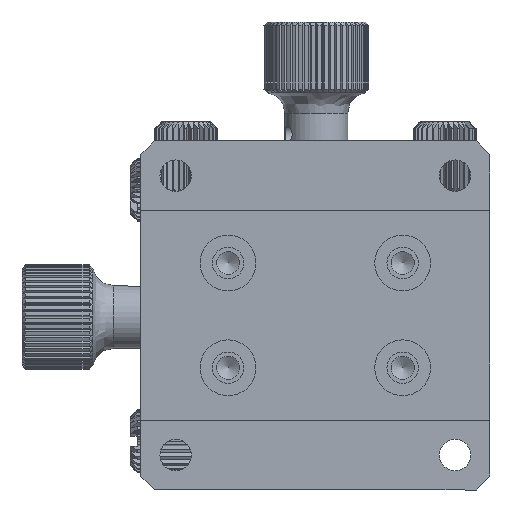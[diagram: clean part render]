
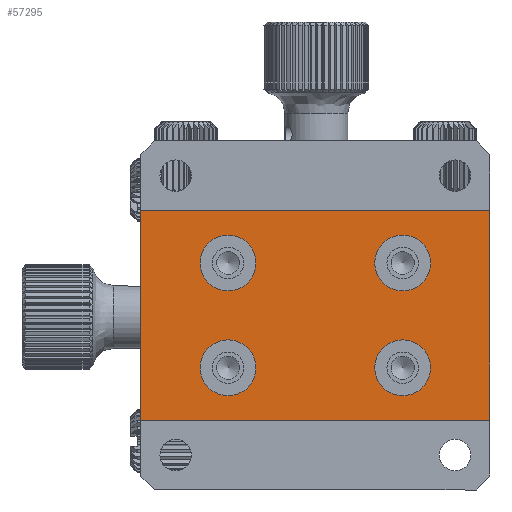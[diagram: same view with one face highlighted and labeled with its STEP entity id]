
A CAD part, front view. The second image highlights one B-rep face of the part: STEP entity #57295.
In plain terms, the highlighted planar face has unit normal (0, -1, 0).
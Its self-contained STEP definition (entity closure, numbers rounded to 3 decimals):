
#364 = CARTESIAN_POINT ( 'NONE',  ( 12.5, 0.5, -92.122 ) ) ;
#7378 = AXIS2_PLACEMENT_3D ( 'NONE', #225318, #148886, #186485 ) ;
#9983 = EDGE_LOOP ( 'NONE', ( #12298 ) ) ;
#12298 = ORIENTED_EDGE ( 'NONE', *, *, #233027, .F. ) ;
#14887 = CARTESIAN_POINT ( 'NONE',  ( 12.5, 0.5, -111.122 ) ) ;
#15582 = VECTOR ( 'NONE', #90642, 1000. ) ;
#16028 = DIRECTION ( 'NONE',  ( 0., -1., 0. ) ) ;
#16422 = CARTESIAN_POINT ( 'NONE',  ( 50., 0.5, -124.622 ) ) ;
#17959 = EDGE_CURVE ( 'NONE', #154325, #125666, #50585, .T. ) ;
#20271 = ORIENTED_EDGE ( 'NONE', *, *, #35220, .F. ) ;
#20537 = EDGE_LOOP ( 'NONE', ( #165816 ) ) ;
#23814 = CIRCLE ( 'NONE', #195944, 4. ) ;
#31073 = AXIS2_PLACEMENT_3D ( 'NONE', #242287, #49268, #219749 ) ;
#33064 = DIRECTION ( 'NONE',  ( 0., 0., 1. ) ) ;
#34171 = FACE_BOUND ( 'NONE', #9983, .T. ) ;
#35220 = EDGE_CURVE ( 'NONE', #125666, #238652, #53968, .T. ) ;
#43460 = CARTESIAN_POINT ( 'NONE',  ( 50., 0.5, -84.622 ) ) ;
#43487 = VERTEX_POINT ( 'NONE', #119946 ) ;
#43702 = ORIENTED_EDGE ( 'NONE', *, *, #156056, .F. ) ;
#46570 = EDGE_LOOP ( 'NONE', ( #161387, #20271, #64576, #43702 ) ) ;
#49268 = DIRECTION ( 'NONE',  ( 0., 1., 0. ) ) ;
#50585 = LINE ( 'NONE', #246090, #163025 ) ;
#53968 = LINE ( 'NONE', #16422, #152462 ) ;
#56192 = EDGE_CURVE ( 'NONE', #222937, #222937, #195586, .T. ) ;
#57295 = ADVANCED_FACE ( 'NONE', ( #148275, #165854, #34171, #143312, #162147 ), #239812, .F. ) ;
#58358 = EDGE_LOOP ( 'NONE', ( #157038 ) ) ;
#64576 = ORIENTED_EDGE ( 'NONE', *, *, #17959, .F. ) ;
#73080 = LINE ( 'NONE', #150819, #15582 ) ;
#73091 = VERTEX_POINT ( 'NONE', #211678 ) ;
#79171 = AXIS2_PLACEMENT_3D ( 'NONE', #185256, #16028, #166448 ) ;
#90642 = DIRECTION ( 'NONE',  ( -1., 0., 0. ) ) ;
#92761 = AXIS2_PLACEMENT_3D ( 'NONE', #150638, #173141, #227065 ) ;
#95509 = DIRECTION ( 'NONE',  ( 0., 0., -1. ) ) ;
#104727 = CIRCLE ( 'NONE', #92761, 4. ) ;
#119946 = CARTESIAN_POINT ( 'NONE',  ( 37.5, 0.5, -111.122 ) ) ;
#125666 = VERTEX_POINT ( 'NONE', #43460 ) ;
#128294 = LINE ( 'NONE', #204782, #233829 ) ;
#130412 = DIRECTION ( 'NONE',  ( 0., 0., -1. ) ) ;
#131189 = EDGE_CURVE ( 'NONE', #43487, #43487, #227367, .T. ) ;
#136034 = VERTEX_POINT ( 'NONE', #212479 ) ;
#143312 = FACE_BOUND ( 'NONE', #58358, .T. ) ;
#148275 = FACE_BOUND ( 'NONE', #210724, .T. ) ;
#148886 = DIRECTION ( 'NONE',  ( 0., -1., 0. ) ) ;
#150638 = CARTESIAN_POINT ( 'NONE',  ( 37.5, 0.5, -92.122 ) ) ;
#150819 = CARTESIAN_POINT ( 'NONE',  ( 25., 0.5, -114.622 ) ) ;
#152462 = VECTOR ( 'NONE', #130412, 1000. ) ;
#154325 = VERTEX_POINT ( 'NONE', #237759 ) ;
#156056 = EDGE_CURVE ( 'NONE', #73091, #154325, #128294, .T. ) ;
#157038 = ORIENTED_EDGE ( 'NONE', *, *, #56192, .F. ) ;
#161387 = ORIENTED_EDGE ( 'NONE', *, *, #212069, .F. ) ;
#162147 = FACE_OUTER_BOUND ( 'NONE', #46570, .T. ) ;
#163025 = VECTOR ( 'NONE', #223563, 1000. ) ;
#165816 = ORIENTED_EDGE ( 'NONE', *, *, #131189, .F. ) ;
#165854 = FACE_BOUND ( 'NONE', #20537, .T. ) ;
#166448 = DIRECTION ( 'NONE',  ( 0., 0., -1. ) ) ;
#173141 = DIRECTION ( 'NONE',  ( 0., -1., 0. ) ) ;
#178577 = CARTESIAN_POINT ( 'NONE',  ( 37.5, 0.5, -96.122 ) ) ;
#185256 = CARTESIAN_POINT ( 'NONE',  ( 37.5, 0.5, -107.122 ) ) ;
#186485 = DIRECTION ( 'NONE',  ( 0., 0., -1. ) ) ;
#194887 = VERTEX_POINT ( 'NONE', #178577 ) ;
#195586 = CIRCLE ( 'NONE', #7378, 4. ) ;
#195767 = DIRECTION ( 'NONE',  ( 0., -1., 0. ) ) ;
#195944 = AXIS2_PLACEMENT_3D ( 'NONE', #364, #195767, #95509 ) ;
#197906 = CARTESIAN_POINT ( 'NONE',  ( 50., 0.5, -114.622 ) ) ;
#204782 = CARTESIAN_POINT ( 'NONE',  ( 0., 0.5, -74.622 ) ) ;
#208980 = EDGE_CURVE ( 'NONE', #136034, #136034, #23814, .T. ) ;
#210724 = EDGE_LOOP ( 'NONE', ( #234994 ) ) ;
#211678 = CARTESIAN_POINT ( 'NONE',  ( 0., 0.5, -114.622 ) ) ;
#212069 = EDGE_CURVE ( 'NONE', #238652, #73091, #73080, .T. ) ;
#212479 = CARTESIAN_POINT ( 'NONE',  ( 12.5, 0.5, -96.122 ) ) ;
#219749 = DIRECTION ( 'NONE',  ( -1., 0., 0. ) ) ;
#222937 = VERTEX_POINT ( 'NONE', #14887 ) ;
#223563 = DIRECTION ( 'NONE',  ( 1., 0., 0. ) ) ;
#225318 = CARTESIAN_POINT ( 'NONE',  ( 12.5, 0.5, -107.122 ) ) ;
#227065 = DIRECTION ( 'NONE',  ( 0., 0., -1. ) ) ;
#227367 = CIRCLE ( 'NONE', #79171, 4. ) ;
#233027 = EDGE_CURVE ( 'NONE', #194887, #194887, #104727, .T. ) ;
#233829 = VECTOR ( 'NONE', #33064, 1000. ) ;
#234994 = ORIENTED_EDGE ( 'NONE', *, *, #208980, .F. ) ;
#237759 = CARTESIAN_POINT ( 'NONE',  ( 0., 0.5, -84.622 ) ) ;
#238652 = VERTEX_POINT ( 'NONE', #197906 ) ;
#239812 = PLANE ( 'NONE',  #31073 ) ;
#242287 = CARTESIAN_POINT ( 'NONE',  ( 25., 0.5, -99.622 ) ) ;
#246090 = CARTESIAN_POINT ( 'NONE',  ( 25., 0.5, -84.622 ) ) ;
